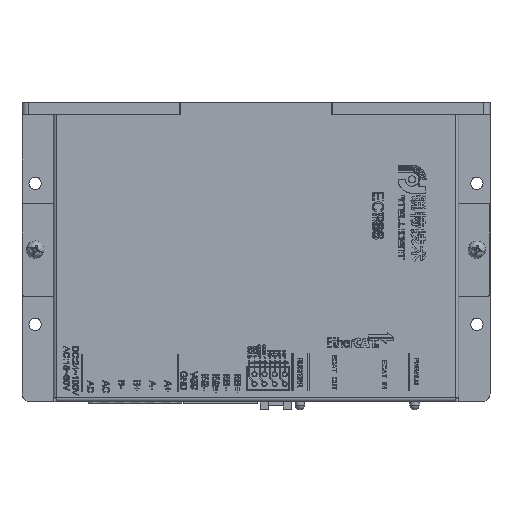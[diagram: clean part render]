
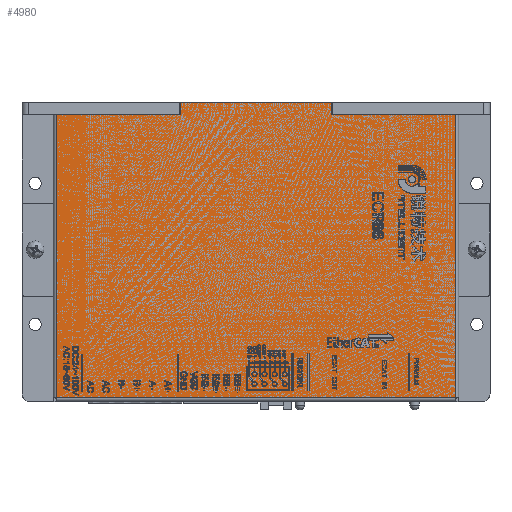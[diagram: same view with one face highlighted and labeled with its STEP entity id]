
A CAD part, top view. The second image highlights one B-rep face of the part: STEP entity #4980.
In plain terms, the highlighted planar face has unit normal (0, 0, 1).
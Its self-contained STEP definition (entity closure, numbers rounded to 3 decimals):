
#351=DIRECTION('',(-1.,0.,0.));
#352=VECTOR('',#351,128.5);
#353=CARTESIAN_POINT('',(64.25,-45.7,0.));
#354=LINE('',#353,#352);
#355=DIRECTION('',(0.,1.,0.));
#356=VECTOR('',#355,91.4);
#357=CARTESIAN_POINT('',(-64.25,-45.7,0.));
#358=LINE('',#357,#356);
#385=DIRECTION('',(1.,0.,0.));
#386=VECTOR('',#385,39.75);
#387=CARTESIAN_POINT('',(-64.25,45.7,0.));
#388=LINE('',#387,#386);
#389=DIRECTION('',(0.,1.,0.));
#390=VECTOR('',#389,4.);
#391=CARTESIAN_POINT('',(-24.5,45.7,0.));
#392=LINE('',#391,#390);
#397=DIRECTION('',(1.,0.,0.));
#398=VECTOR('',#397,49.);
#399=CARTESIAN_POINT('',(-24.5,49.7,0.));
#400=LINE('',#399,#398);
#405=DIRECTION('',(0.,-1.,0.));
#406=VECTOR('',#405,4.);
#407=CARTESIAN_POINT('',(24.5,49.7,0.));
#408=LINE('',#407,#406);
#413=DIRECTION('',(1.,0.,0.));
#414=VECTOR('',#413,39.75);
#415=CARTESIAN_POINT('',(24.5,45.7,0.));
#416=LINE('',#415,#414);
#479=DIRECTION('',(0.,-1.,0.));
#480=VECTOR('',#479,91.4);
#481=CARTESIAN_POINT('',(64.25,45.7,0.));
#482=LINE('',#481,#480);
#3423=CARTESIAN_POINT('',(-64.25,-45.7,0.));
#3424=VERTEX_POINT('',#3423);
#3463=CARTESIAN_POINT('',(64.25,-45.7,0.));
#3465=VERTEX_POINT('',#3463);
#3475=CARTESIAN_POINT('',(24.5,45.7,0.));
#3476=CARTESIAN_POINT('',(64.25,45.7,0.));
#3477=VERTEX_POINT('',#3475);
#3478=VERTEX_POINT('',#3476);
#3483=CARTESIAN_POINT('',(-64.25,45.7,0.));
#3484=VERTEX_POINT('',#3483);
#3485=CARTESIAN_POINT('',(24.5,49.7,0.));
#3486=VERTEX_POINT('',#3485);
#3487=CARTESIAN_POINT('',(-24.5,49.7,0.));
#3488=VERTEX_POINT('',#3487);
#3489=CARTESIAN_POINT('',(-24.5,45.7,0.));
#3490=VERTEX_POINT('',#3489);
#4958=CARTESIAN_POINT('',(0.,0.,0.));
#4959=DIRECTION('',(0.,0.,1.));
#4960=DIRECTION('',(1.,0.,0.));
#4961=AXIS2_PLACEMENT_3D('',#4958,#4959,#4960);
#4962=PLANE('',#4961);
#4964=ORIENTED_EDGE('',*,*,#4963,.T.);
#4966=ORIENTED_EDGE('',*,*,#4965,.T.);
#4968=ORIENTED_EDGE('',*,*,#4967,.T.);
#4970=ORIENTED_EDGE('',*,*,#4969,.T.);
#4972=ORIENTED_EDGE('',*,*,#4971,.T.);
#4974=ORIENTED_EDGE('',*,*,#4973,.T.);
#4976=ORIENTED_EDGE('',*,*,#4975,.T.);
#4977=ORIENTED_EDGE('',*,*,#4951,.T.);
#4978=EDGE_LOOP('',(#4964,#4966,#4968,#4970,#4972,#4974,#4976,#4977));
#4979=FACE_OUTER_BOUND('',#4978,.F.);
#4980=ADVANCED_FACE('',(#4979),#4962,.T.);
#4951=EDGE_CURVE('',#3465,#3424,#354,.T.);
#4963=EDGE_CURVE('',#3424,#3484,#358,.T.);
#4965=EDGE_CURVE('',#3484,#3490,#388,.T.);
#4967=EDGE_CURVE('',#3490,#3488,#392,.T.);
#4969=EDGE_CURVE('',#3488,#3486,#400,.T.);
#4971=EDGE_CURVE('',#3486,#3477,#408,.T.);
#4973=EDGE_CURVE('',#3477,#3478,#416,.T.);
#4975=EDGE_CURVE('',#3478,#3465,#482,.T.);
